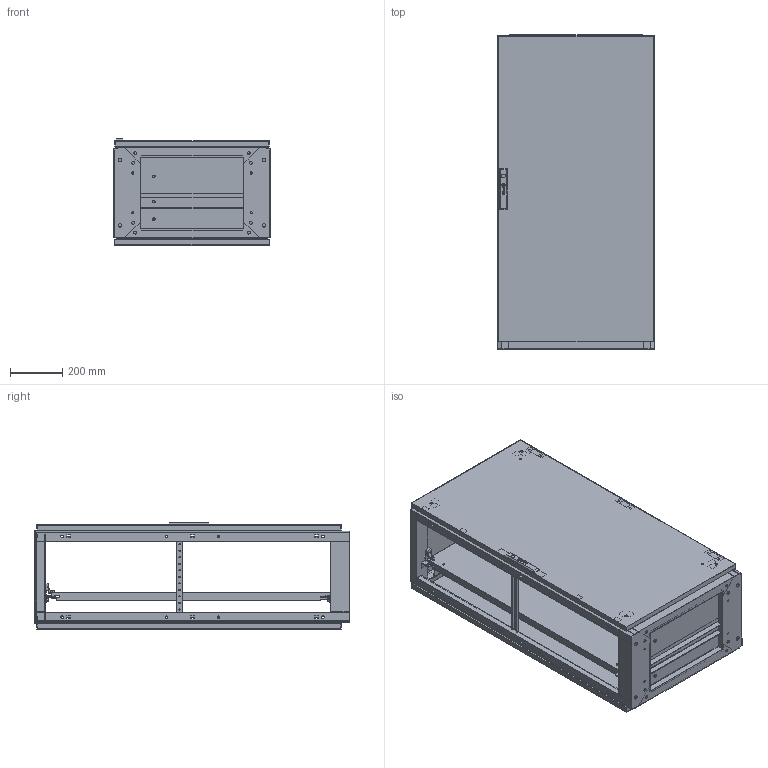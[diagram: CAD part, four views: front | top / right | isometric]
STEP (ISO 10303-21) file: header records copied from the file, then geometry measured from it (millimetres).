
FILE_DESCRIPTION (( 'STEP AP214' ), '1' );
FILE_NAME ('0395-6012-40-17.STEP', '2014-12-03T07:22:47', ( '' ), ( '' ), 'SwSTEP 2.0', 'SolidWorks 2014', '' );
FILE_SCHEMA (( 'AUTOMOTIVE_DESIGN' ));
Length unit declared in the file: millimetre
Products named in the file (19): Rueckwand 0395 (Modell) B 600 H 1200; Dachplatte 0395 (Modell) B 600 T 400; Schrankgrundgestell 0395 (Modell) B 600 H 1200 T 400; Strebe rechts vorne-hinten 0395 (Modell) H 1200; Tuere 0395 (Modell) B 600 H 1200; Strebe links vorne-hinten 0395 (Modell) H 1200; Montageplatte kpl 0348 (Modell) B 600 H 1200; Dach 0395 (Modell) B 600 T 400; Arretierwinkel kpl rechts (Modell) 600; Bodenblech 0395 (Modell) B 600 T 400; Arretierwinkel kpl links (Modell) 600; Rasthalterung kpl rechts (Modell) 600; 0395-6012-40-17; Rasthalterung kpl links (Modell) 600; Montageplatte 0348 (Modell) B 600 H 1200; Tiefenstrebe 0396 (Modell) T 400; Bodenplatte vorne 0395 (Modell) B 600 T 400; Bodenplatte mitte 0395 (Modell) B 600 T 400; Bodenplatte hinten 0395 (Modell) B 600
Assembly tree (21 placements, depth 3):
  0395-6012-40-17
    Schrankgrundgestell 0395 (Modell) B 600 H 1200 T 400
      Bodenblech 0395 (Modell) B 600 T 400
      Dach 0395 (Modell) B 600 T 400
      Strebe links vorne-hinten 0395 (Modell) H 1200  x2
      Strebe rechts vorne-hinten 0395 (Modell) H 1200  x2
    Dachplatte 0395 (Modell) B 600 T 400
    Rueckwand 0395 (Modell) B 600 H 1200
    Bodenplatte hinten 0395 (Modell) B 600
    Bodenplatte mitte 0395 (Modell) B 600 T 400
    Bodenplatte vorne 0395 (Modell) B 600 T 400
    Tiefenstrebe 0396 (Modell) T 400  x2
    Montageplatte kpl 0348 (Modell) B 600 H 1200
      Montageplatte 0348 (Modell) B 600 H 1200
      Rasthalterung kpl links (Modell) 600
      Rasthalterung kpl rechts (Modell) 600
      Arretierwinkel kpl links (Modell) 600
      Arretierwinkel kpl rechts (Modell) 600
    Tuere 0395 (Modell) B 600 H 1200
Bounding box: 600 x 1207.6 x 408.5 mm (x, y, z)
Volume: 8431517 mm3; surface area: 8225433.9 mm2
Topology: 31 solids, 33 shells, 2820 faces, 7501 edges, 4952 vertices
Faces by surface type: plane 1555, cylinder 1187, cone 78
Entity records: 102166 total; most frequent: DIRECTION 14428, CARTESIAN_POINT 14356, ORIENTED_EDGE 13816, EDGE_CURVE 6908, AXIS2_PLACEMENT_3D 4942, VERTEX_POINT 4558, VECTOR 4544, LINE 4544
